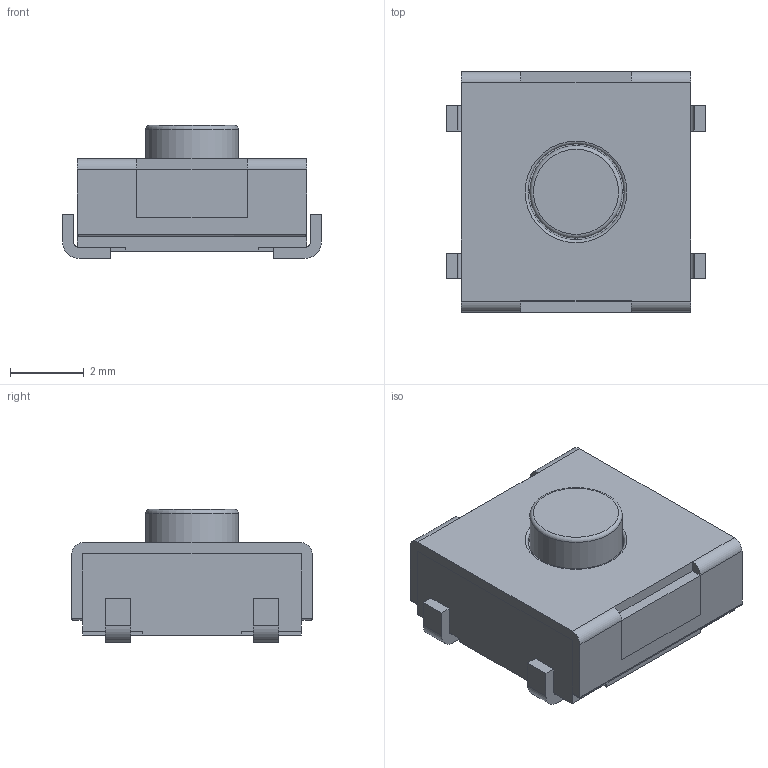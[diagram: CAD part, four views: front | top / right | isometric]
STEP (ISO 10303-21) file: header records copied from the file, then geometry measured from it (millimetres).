
FILE_DESCRIPTION(/* description */ ('model of SW_SPST_B3SL-1002P'),/* implementation_level */ '2;1');
FILE_NAME(/* name */ 'SW_SPST_B3SL-1002P.step',/* time_stamp */ '2020-10-28T17:47:22',/* author */ ('kicad StepUp','ksu'),/* organization */ ('FreeCAD'),/* preprocessor_version */ 'OCC',/* originating_system */ 'kicad StepUp',/* authorisation */ '');
FILE_SCHEMA(('AUTOMOTIVE_DESIGN { 1 0 10303 214 1 1 1 1 }'));
Length unit declared in the file: millimetre
Products named in the file (1): SW_SPST_B3SL_1002P
Bounding box: 7 x 6.5 x 3.6 mm (x, y, z)
Volume: 103.8 mm3; surface area: 169.1 mm2
Topology: 1 solids, 1 shells, 89 faces, 252 edges, 167 vertices
Faces by surface type: plane 64, cylinder 22, torus 3
Full cylindrical faces by diameter (mm): 2.5 x1, 2.6 x1
Entity records: 3502 total; most frequent: CARTESIAN_POINT 509, ORIENTED_EDGE 504, DIRECTION 474, EDGE_CURVE 252, LINE 210, VECTOR 210, VERTEX_POINT 167, AXIS2_PLACEMENT_3D 132
